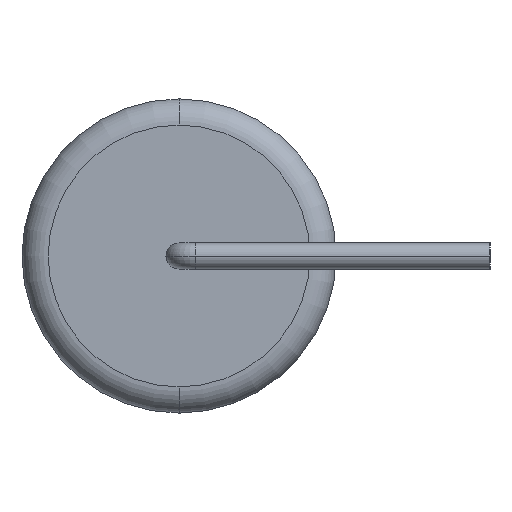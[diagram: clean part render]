
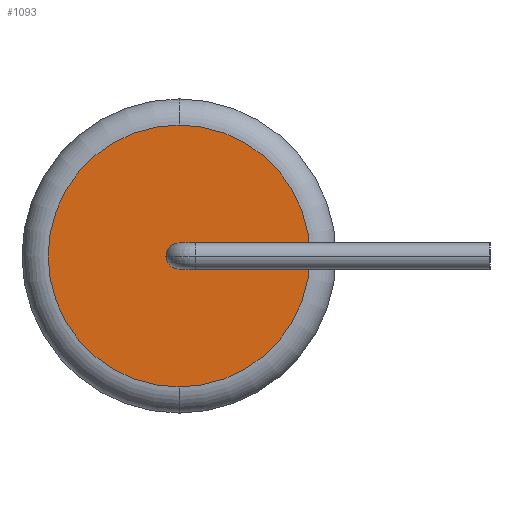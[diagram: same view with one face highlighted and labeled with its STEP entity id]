
A CAD part, left-side view. The second image highlights one B-rep face of the part: STEP entity #1093.
In plain terms, the highlighted planar face has unit normal (-1, 0, 0).
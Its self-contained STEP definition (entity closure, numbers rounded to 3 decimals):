
#5 = DIRECTION ( 'NONE',  ( 0., 0., -1. ) ) ;
#29 = VERTEX_POINT ( 'NONE', #851 ) ;
#98 = CARTESIAN_POINT ( 'NONE',  ( -4.1, 0., 4. ) ) ;
#119 = EDGE_CURVE ( 'NONE', #1300, #582, #533, .T. ) ;
#139 = CIRCLE ( 'NONE', #1232, 0.4 ) ;
#168 = EDGE_CURVE ( 'NONE', #582, #1300, #139, .T. ) ;
#203 = AXIS2_PLACEMENT_3D ( 'NONE', #1358, #671, #5 ) ;
#271 = FACE_OUTER_BOUND ( 'NONE', #1041, .T. ) ;
#273 = EDGE_LOOP ( 'NONE', ( #792, #599 ) ) ;
#317 = DIRECTION ( 'NONE',  ( -1., 0., 0. ) ) ;
#349 = CARTESIAN_POINT ( 'NONE',  ( -4.1, 0., 0. ) ) ;
#387 = CARTESIAN_POINT ( 'NONE',  ( -4.1, -0.4, 0. ) ) ;
#430 = DIRECTION ( 'NONE',  ( -1., 0., 0. ) ) ;
#463 = DIRECTION ( 'NONE',  ( 0., 0., -1. ) ) ;
#531 = FACE_BOUND ( 'NONE', #273, .T. ) ;
#533 = CIRCLE ( 'NONE', #696, 0.4 ) ;
#582 = VERTEX_POINT ( 'NONE', #679 ) ;
#599 = ORIENTED_EDGE ( 'NONE', *, *, #119, .F. ) ;
#604 = DIRECTION ( 'NONE',  ( 0., 0., 1. ) ) ;
#614 = CIRCLE ( 'NONE', #777, 4. ) ;
#671 = DIRECTION ( 'NONE',  ( -1., 0., 0. ) ) ;
#679 = CARTESIAN_POINT ( 'NONE',  ( -4.1, 0.4, 0. ) ) ;
#681 = AXIS2_PLACEMENT_3D ( 'NONE', #349, #1143, #463 ) ;
#696 = AXIS2_PLACEMENT_3D ( 'NONE', #725, #1404, #604 ) ;
#725 = CARTESIAN_POINT ( 'NONE',  ( -4.1, 0., 0. ) ) ;
#726 = VERTEX_POINT ( 'NONE', #98 ) ;
#777 = AXIS2_PLACEMENT_3D ( 'NONE', #990, #317, #1109 ) ;
#792 = ORIENTED_EDGE ( 'NONE', *, *, #168, .F. ) ;
#832 = EDGE_CURVE ( 'NONE', #726, #29, #1086, .T. ) ;
#851 = CARTESIAN_POINT ( 'NONE',  ( -4.1, 0., -4. ) ) ;
#977 = CARTESIAN_POINT ( 'NONE',  ( -4.1, 0., 0. ) ) ;
#990 = CARTESIAN_POINT ( 'NONE',  ( -4.1, 0., 0. ) ) ;
#1041 = EDGE_LOOP ( 'NONE', ( #1298, #1326 ) ) ;
#1086 = CIRCLE ( 'NONE', #203, 4. ) ;
#1091 = DIRECTION ( 'NONE',  ( 0., 0., 1. ) ) ;
#1093 = ADVANCED_FACE ( 'NONE', ( #271, #531 ), #1370, .F. ) ;
#1109 = DIRECTION ( 'NONE',  ( 0., 0., -1. ) ) ;
#1143 = DIRECTION ( 'NONE',  ( 1., 0., 0. ) ) ;
#1232 = AXIS2_PLACEMENT_3D ( 'NONE', #977, #430, #1091 ) ;
#1298 = ORIENTED_EDGE ( 'NONE', *, *, #1339, .T. ) ;
#1300 = VERTEX_POINT ( 'NONE', #387 ) ;
#1326 = ORIENTED_EDGE ( 'NONE', *, *, #832, .T. ) ;
#1339 = EDGE_CURVE ( 'NONE', #29, #726, #614, .T. ) ;
#1358 = CARTESIAN_POINT ( 'NONE',  ( -4.1, 0., 0. ) ) ;
#1370 = PLANE ( 'NONE',  #681 ) ;
#1404 = DIRECTION ( 'NONE',  ( -1., 0., 0. ) ) ;
